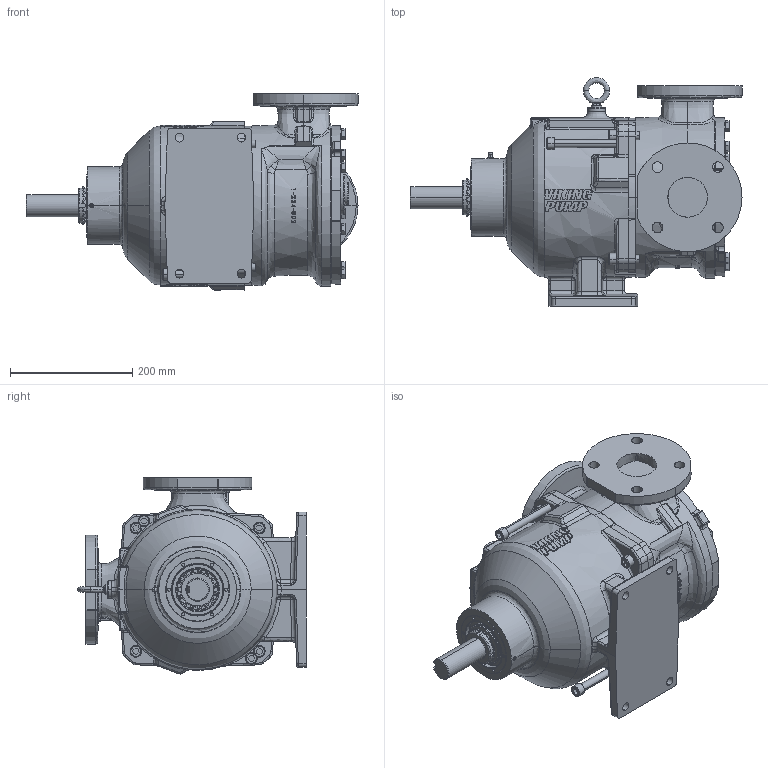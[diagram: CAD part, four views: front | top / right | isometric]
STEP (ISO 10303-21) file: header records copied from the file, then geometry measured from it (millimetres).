
FILE_DESCRIPTION (( 'STEP AP214' ), '1' );
FILE_NAME ('LQ8124A.STEP', '2017-08-25T12:49:31', ( '' ), ( '' ), 'SwSTEP 2.0', 'SolidWorks 2016', '' );
FILE_SCHEMA (( 'AUTOMOTIVE_DESIGN' ));
Length unit declared in the file: inch
Products named in the file (2): LQ8124A
Bounding box: 542.98 x 373.89 x 320.56 mm (x, y, z)
Volume: 21025770.1 mm3; surface area: 708872.7 mm2
Topology: 1 solids, 1 shells, 1620 faces, 4090 edges, 2520 vertices
Faces by surface type: bspline 646, plane 597, cylinder 213, cone 164
Entity records: 138199 total; most frequent: CARTESIAN_POINT 92389, ORIENTED_EDGE 8108, DIRECTION 5170, EDGE_CURVE 4054, VERTEX_POINT 2520, AXIS2_PLACEMENT_3D 1789, EDGE_LOOP 1740, ADVANCED_FACE 1620
